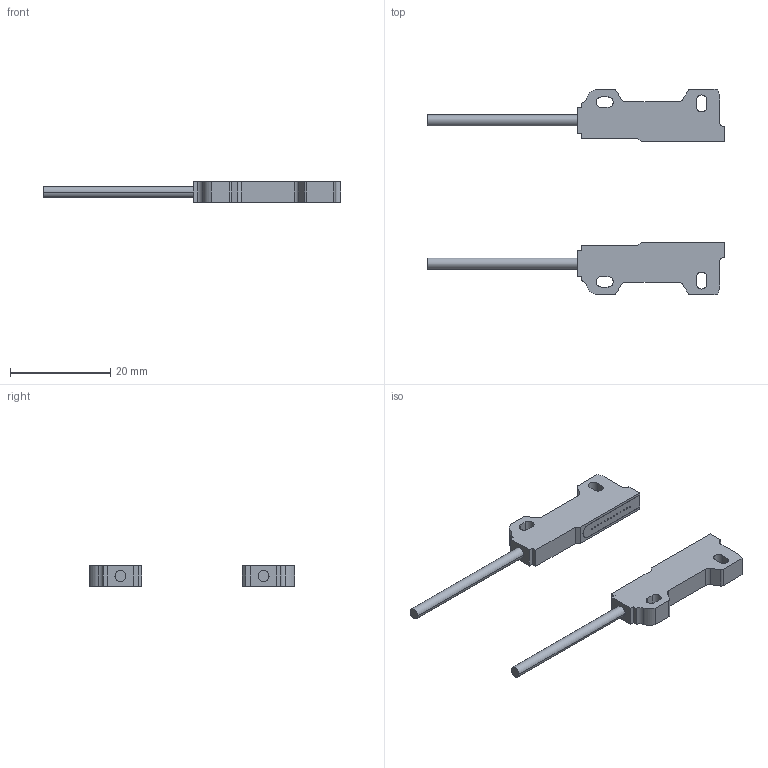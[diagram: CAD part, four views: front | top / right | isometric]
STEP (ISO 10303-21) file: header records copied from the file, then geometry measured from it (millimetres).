
FILE_DESCRIPTION((''),'2;1');
FILE_NAME('PT-E11_ASM','2020-03-03T12:15:32',('Administrator'),(''),'CREO PARAMETRIC BY PTC INC, 2018400','CREO PARAMETRIC BY PTC INC, 2018400','');
FILE_SCHEMA(('CONFIG_CONTROL_DESIGN'));
Length unit declared in the file: millimetre
Products named in the file (3): PT-E11-01; PT-E11-02; PT-E11_ASM
Assembly tree (2 placements, depth 2):
  PT-E11_ASM
    PT-E11-01
    PT-E11-02
Bounding box: 59.5 x 41 x 4 mm (x, y, z)
Volume: 2105.1 mm3; surface area: 2587.3 mm2
Topology: 4 solids, 4 shells, 164 faces, 450 edges, 300 vertices
Faces by surface type: cylinder 92, plane 72
Entity records: 5482 total; most frequent: DIRECTION 972, CARTESIAN_POINT 919, ORIENTED_EDGE 900, EDGE_CURVE 450, AXIS2_PLACEMENT_3D 353, VERTEX_POINT 300, VECTOR 266, LINE 266
